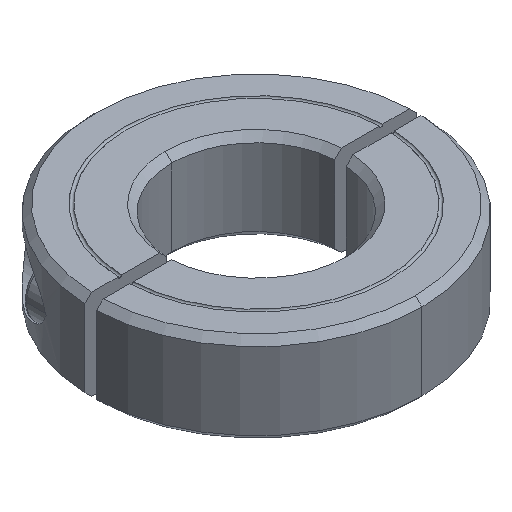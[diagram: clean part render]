
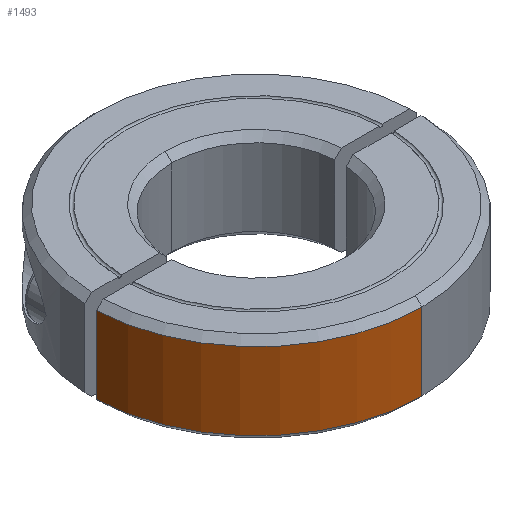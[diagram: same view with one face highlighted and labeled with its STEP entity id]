
A CAD part, isometric view. The second image highlights one B-rep face of the part: STEP entity #1493.
In plain terms, the highlighted cylindrical face has radius 27.5 mm (diameter 55 mm), a partial arc.
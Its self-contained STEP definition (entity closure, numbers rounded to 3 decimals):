
#743=EDGE_CURVE('',#807,#905,#1882,.T.);
#807=VERTEX_POINT('',#1954);
#837=EDGE_CURVE('',#1321,#1255,#1985,.T.);
#905=VERTEX_POINT('',#2059);
#1073=EDGE_CURVE('',#905,#1321,#2245,.T.);
#1123=EDGE_CURVE('',#807,#1255,#2300,.T.);
#1255=VERTEX_POINT('',#2446);
#1321=VERTEX_POINT('',#2517);
#1493=ADVANCED_FACE('',(#2711),#2712,.T.);
#1882=LINE('',#3200,#3201);
#1954=CARTESIAN_POINT('',(-27.483,-0.962,13.9));
#1985=LINE('',#3365,#3366);
#2059=CARTESIAN_POINT('',(-27.483,-0.962,1.1));
#2245=CIRCLE('',#3797,27.5);
#2300=CIRCLE('',#3884,27.5);
#2446=CARTESIAN_POINT('',(0.,-27.5,13.9));
#2517=CARTESIAN_POINT('',(0.,-27.5,1.1));
#2711=FACE_OUTER_BOUND('',#4690,.T.);
#2712=CYLINDRICAL_SURFACE('',#4691,27.5);
#3200=CARTESIAN_POINT('',(-27.483,-0.962,7.5));
#3201=VECTOR('',#5256,1.0);
#3365=CARTESIAN_POINT('',(0.,-27.5,7.5));
#3366=VECTOR('',#5367,1.0);
#3797=AXIS2_PLACEMENT_3D('',#5656,#5657,#5658);
#3884=AXIS2_PLACEMENT_3D('',#5714,#5715,#5716);
#4690=EDGE_LOOP('',(#6175,#6176,#6177,#6178));
#4691=AXIS2_PLACEMENT_3D('',#6179,#6180,#6181);
#5256=DIRECTION('',(0.,0.,-1.0));
#5367=DIRECTION('',(0.,0.,1.0));
#5656=CARTESIAN_POINT('',(0.,0.,1.1));
#5657=DIRECTION('',(0.,0.,1.0));
#5658=DIRECTION('',(0.0,-1.0,0.));
#5714=CARTESIAN_POINT('',(0.,0.,13.9));
#5715=DIRECTION('',(0.,0.,1.0));
#5716=DIRECTION('',(0.0,-1.0,0.));
#6175=ORIENTED_EDGE('',*,*,#837,.T.);
#6176=ORIENTED_EDGE('',*,*,#1123,.F.);
#6177=ORIENTED_EDGE('',*,*,#743,.T.);
#6178=ORIENTED_EDGE('',*,*,#1073,.T.);
#6179=CARTESIAN_POINT('',(0.,0.,7.5));
#6180=DIRECTION('',(0.,0.,-1.0));
#6181=DIRECTION('',(0.0,-1.0,0.));
